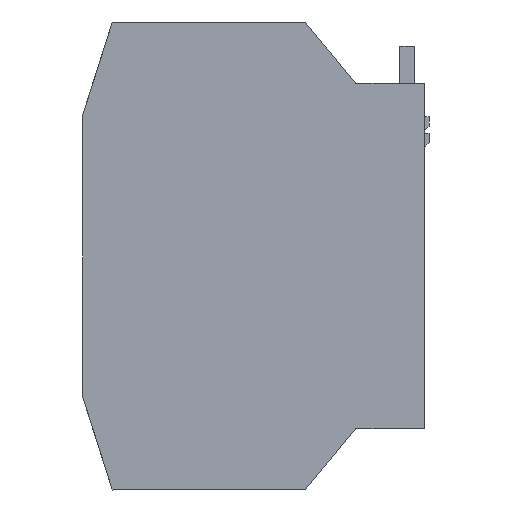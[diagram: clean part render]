
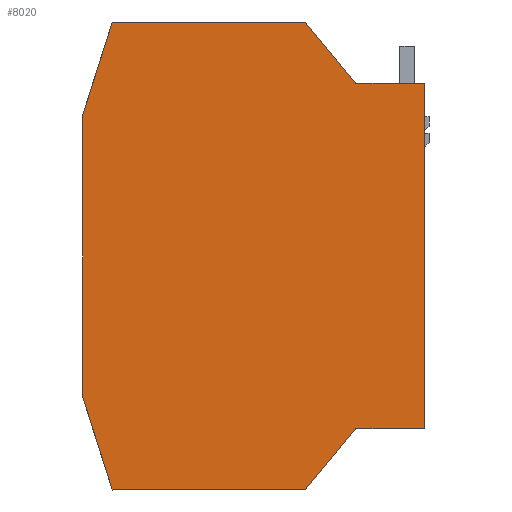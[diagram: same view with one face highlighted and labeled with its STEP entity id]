
A CAD part, left-side view. The second image highlights one B-rep face of the part: STEP entity #8020.
In plain terms, the highlighted planar face has unit normal (-1, 0, 0).
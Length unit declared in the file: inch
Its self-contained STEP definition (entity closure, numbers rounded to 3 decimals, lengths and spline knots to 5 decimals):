
#138 = DIRECTION ( 'NONE',  ( 0., 0., -1. ) ) ;
#153 = DIRECTION ( 'NONE',  ( 1., 0., 0. ) ) ;
#332 = DIRECTION ( 'NONE',  ( 0., 0., -1. ) ) ;
#419 = CARTESIAN_POINT ( 'NONE',  ( -0.84646, 0.47677, 0.94059 ) ) ;
#579 = FACE_OUTER_BOUND ( 'NONE', #9892, .T. ) ;
#625 = LINE ( 'NONE', #1936, #17287 ) ;
#647 = CIRCLE ( 'NONE', #15502, 0.01181 ) ;
#741 = PLANE ( 'NONE',  #15341 ) ;
#1453 = DIRECTION ( 'NONE',  ( 0., 1., 0. ) ) ;
#1466 = CARTESIAN_POINT ( 'NONE',  ( -0.84646, 0.48588, 0.93307 ) ) ;
#1516 = DIRECTION ( 'NONE',  ( 0., -1., 0. ) ) ;
#1639 = EDGE_CURVE ( 'NONE', #12219, #16132, #647, .T. ) ;
#1810 = ORIENTED_EDGE ( 'NONE', *, *, #7873, .F. ) ;
#1836 = EDGE_CURVE ( 'NONE', #16132, #15535, #9369, .T. ) ;
#1936 = CARTESIAN_POINT ( 'NONE',  ( -0.84646, 0., -0.69685 ) ) ;
#2211 = EDGE_CURVE ( 'NONE', #16584, #8703, #14703, .T. ) ;
#2588 = ORIENTED_EDGE ( 'NONE', *, *, #7110, .F. ) ;
#2674 = CARTESIAN_POINT ( 'NONE',  ( -0.84646, 1.25984, 0.94488 ) ) ;
#2809 = VECTOR ( 'NONE', #4320, 39.37008 ) ;
#2954 = LINE ( 'NONE', #4368, #8327 ) ;
#3028 = CARTESIAN_POINT ( 'NONE',  ( -0.84646, 1.25984, 0.94488 ) ) ;
#3309 = ORIENTED_EDGE ( 'NONE', *, *, #3569, .F. ) ;
#3555 = DIRECTION ( 'NONE',  ( 0., 1., 0. ) ) ;
#3569 = EDGE_CURVE ( 'NONE', #15535, #16027, #10110, .T. ) ;
#3944 = VECTOR ( 'NONE', #10936, 39.37008 ) ;
#4320 = DIRECTION ( 'NONE',  ( 0., 0.637, -0.771 ) ) ;
#4368 = CARTESIAN_POINT ( 'NONE',  ( -0.84646, 0., 0.69685 ) ) ;
#4386 = CARTESIAN_POINT ( 'NONE',  ( -0.84646, 0.27559, -0.69685 ) ) ;
#4877 = CARTESIAN_POINT ( 'NONE',  ( -0.84646, 0.27559, 0.69685 ) ) ;
#5337 = ORIENTED_EDGE ( 'NONE', *, *, #1639, .F. ) ;
#5549 = CARTESIAN_POINT ( 'NONE',  ( -0.84646, 0.27559, -0.69685 ) ) ;
#5664 = VERTEX_POINT ( 'NONE', #14621 ) ;
#5796 = DIRECTION ( 'NONE',  ( 0., -0.637, -0.771 ) ) ;
#5834 = VERTEX_POINT ( 'NONE', #16284 ) ;
#6020 = EDGE_CURVE ( 'NONE', #16027, #5834, #8819, .T. ) ;
#6043 = VECTOR ( 'NONE', #8794, 39.37008 ) ;
#6229 = ORIENTED_EDGE ( 'NONE', *, *, #15132, .F. ) ;
#6276 = VECTOR ( 'NONE', #1453, 39.37008 ) ;
#6303 = CARTESIAN_POINT ( 'NONE',  ( -0.84646, 0.27559, 0.69685 ) ) ;
#6785 = ORIENTED_EDGE ( 'NONE', *, *, #2211, .F. ) ;
#7110 = EDGE_CURVE ( 'NONE', #5664, #13469, #625, .T. ) ;
#7115 = VECTOR ( 'NONE', #1516, 39.37008 ) ;
#7218 = VERTEX_POINT ( 'NONE', #14153 ) ;
#7268 = LINE ( 'NONE', #6303, #7601 ) ;
#7301 = DIRECTION ( 'NONE',  ( 0., 1., 0. ) ) ;
#7601 = VECTOR ( 'NONE', #15259, 39.37008 ) ;
#7873 = EDGE_CURVE ( 'NONE', #10600, #5664, #2954, .T. ) ;
#8020 = ADVANCED_FACE ( 'NONE', ( #579 ), #741, .F. ) ;
#8118 = LINE ( 'NONE', #3028, #3944 ) ;
#8327 = VECTOR ( 'NONE', #138, 39.37008 ) ;
#8415 = CARTESIAN_POINT ( 'NONE',  ( -0.84646, 0.48588, 0.94488 ) ) ;
#8487 = CIRCLE ( 'NONE', #9048, 0.01181 ) ;
#8585 = CARTESIAN_POINT ( 'NONE',  ( -0.84646, 0.48588, -0.94488 ) ) ;
#8607 = LINE ( 'NONE', #5549, #2809 ) ;
#8651 = DIRECTION ( 'NONE',  ( 1., 0., 0. ) ) ;
#8679 = DIRECTION ( 'NONE',  ( 1., 0., 0. ) ) ;
#8703 = VERTEX_POINT ( 'NONE', #8415 ) ;
#8794 = DIRECTION ( 'NONE',  ( 0., 0.301, 0.954 ) ) ;
#8819 = LINE ( 'NONE', #11105, #15558 ) ;
#9048 = AXIS2_PLACEMENT_3D ( 'NONE', #1466, #153, #332 ) ;
#9369 = LINE ( 'NONE', #14726, #6276 ) ;
#9570 = CARTESIAN_POINT ( 'NONE',  ( -0.84646, 1.25984, -0.94488 ) ) ;
#9892 = EDGE_LOOP ( 'NONE', ( #11499, #6785, #6229, #16251, #3309, #16407, #5337, #11777, #2588, #1810, #12651, #15663 ) ) ;
#9977 = CARTESIAN_POINT ( 'NONE',  ( -0.84646, 0.48588, 0.93307 ) ) ;
#10110 = LINE ( 'NONE', #11600, #6043 ) ;
#10600 = VERTEX_POINT ( 'NONE', #12344 ) ;
#10936 = DIRECTION ( 'NONE',  ( 0., -0.301, 0.954 ) ) ;
#11105 = CARTESIAN_POINT ( 'NONE',  ( -0.84646, 1.37795, 0.57087 ) ) ;
#11476 = CARTESIAN_POINT ( 'NONE',  ( -0.84646, 1.37795, -0.57087 ) ) ;
#11499 = ORIENTED_EDGE ( 'NONE', *, *, #13532, .F. ) ;
#11600 = CARTESIAN_POINT ( 'NONE',  ( -0.84646, 1.37795, -0.57087 ) ) ;
#11777 = ORIENTED_EDGE ( 'NONE', *, *, #15533, .F. ) ;
#12092 = VECTOR ( 'NONE', #5796, 39.37008 ) ;
#12219 = VERTEX_POINT ( 'NONE', #17108 ) ;
#12344 = CARTESIAN_POINT ( 'NONE',  ( -0.84646, 0., 0.69685 ) ) ;
#12463 = LINE ( 'NONE', #419, #12092 ) ;
#12475 = DIRECTION ( 'NONE',  ( 0., 0., -1. ) ) ;
#12651 = ORIENTED_EDGE ( 'NONE', *, *, #16122, .F. ) ;
#12810 = VERTEX_POINT ( 'NONE', #4877 ) ;
#13211 = CARTESIAN_POINT ( 'NONE',  ( -0.84646, 1.25984, 0.94488 ) ) ;
#13469 = VERTEX_POINT ( 'NONE', #4386 ) ;
#13532 = EDGE_CURVE ( 'NONE', #8703, #7218, #8487, .T. ) ;
#14153 = CARTESIAN_POINT ( 'NONE',  ( -0.84646, 0.47677, 0.94059 ) ) ;
#14621 = CARTESIAN_POINT ( 'NONE',  ( -0.84646, 0., -0.69685 ) ) ;
#14703 = LINE ( 'NONE', #2674, #7115 ) ;
#14726 = CARTESIAN_POINT ( 'NONE',  ( -0.84646, 0.48588, -0.94488 ) ) ;
#15132 = EDGE_CURVE ( 'NONE', #5834, #16584, #8118, .T. ) ;
#15259 = DIRECTION ( 'NONE',  ( 0., -1., 0. ) ) ;
#15341 = AXIS2_PLACEMENT_3D ( 'NONE', #9977, #8651, #3555 ) ;
#15502 = AXIS2_PLACEMENT_3D ( 'NONE', #16680, #8679, #12475 ) ;
#15533 = EDGE_CURVE ( 'NONE', #13469, #12219, #8607, .T. ) ;
#15535 = VERTEX_POINT ( 'NONE', #9570 ) ;
#15558 = VECTOR ( 'NONE', #16462, 39.37008 ) ;
#15663 = ORIENTED_EDGE ( 'NONE', *, *, #15984, .F. ) ;
#15984 = EDGE_CURVE ( 'NONE', #7218, #12810, #12463, .T. ) ;
#16027 = VERTEX_POINT ( 'NONE', #11476 ) ;
#16122 = EDGE_CURVE ( 'NONE', #12810, #10600, #7268, .T. ) ;
#16132 = VERTEX_POINT ( 'NONE', #8585 ) ;
#16251 = ORIENTED_EDGE ( 'NONE', *, *, #6020, .F. ) ;
#16284 = CARTESIAN_POINT ( 'NONE',  ( -0.84646, 1.37795, 0.57087 ) ) ;
#16407 = ORIENTED_EDGE ( 'NONE', *, *, #1836, .F. ) ;
#16462 = DIRECTION ( 'NONE',  ( 0., 0., 1. ) ) ;
#16584 = VERTEX_POINT ( 'NONE', #13211 ) ;
#16680 = CARTESIAN_POINT ( 'NONE',  ( -0.84646, 0.48588, -0.93307 ) ) ;
#17108 = CARTESIAN_POINT ( 'NONE',  ( -0.84646, 0.47677, -0.94059 ) ) ;
#17287 = VECTOR ( 'NONE', #7301, 39.37008 ) ;
